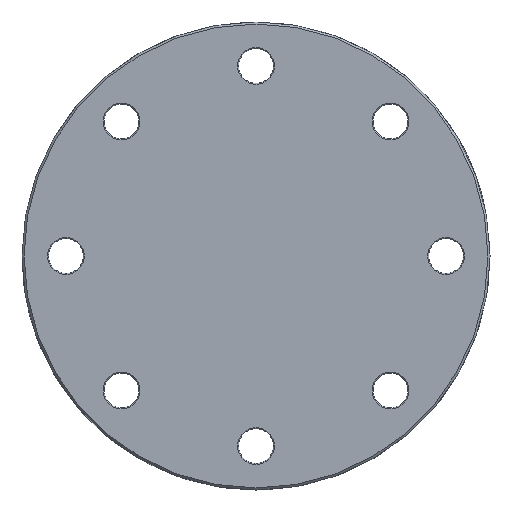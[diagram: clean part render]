
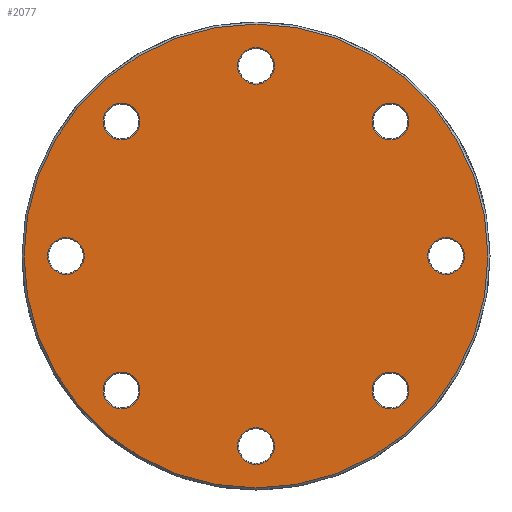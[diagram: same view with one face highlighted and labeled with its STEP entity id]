
A CAD part, front view. The second image highlights one B-rep face of the part: STEP entity #2077.
In plain terms, the highlighted planar face has unit normal (0, -1, 0).
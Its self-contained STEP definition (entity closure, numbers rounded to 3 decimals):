
#409=PLANE('',#2229);
#444=FACE_BOUND('',#631,.T.);
#445=FACE_BOUND('',#632,.T.);
#446=FACE_BOUND('',#633,.T.);
#447=FACE_BOUND('',#634,.T.);
#448=FACE_BOUND('',#635,.T.);
#449=FACE_BOUND('',#636,.T.);
#450=FACE_BOUND('',#637,.T.);
#451=FACE_BOUND('',#638,.T.);
#499=FACE_OUTER_BOUND('',#630,.T.);
#630=EDGE_LOOP('',(#1443));
#631=EDGE_LOOP('',(#1444));
#632=EDGE_LOOP('',(#1445));
#633=EDGE_LOOP('',(#1446));
#634=EDGE_LOOP('',(#1447));
#635=EDGE_LOOP('',(#1448));
#636=EDGE_LOOP('',(#1449));
#637=EDGE_LOOP('',(#1450));
#638=EDGE_LOOP('',(#1451));
#813=CIRCLE('',#2227,56.25);
#815=CIRCLE('',#2230,4.45);
#816=CIRCLE('',#2231,4.45);
#817=CIRCLE('',#2232,4.45);
#818=CIRCLE('',#2233,4.45);
#819=CIRCLE('',#2234,4.45);
#820=CIRCLE('',#2235,4.45);
#821=CIRCLE('',#2236,4.45);
#822=CIRCLE('',#2237,4.45);
#916=VERTEX_POINT('',#2885);
#918=VERTEX_POINT('',#2890);
#919=VERTEX_POINT('',#2892);
#920=VERTEX_POINT('',#2894);
#921=VERTEX_POINT('',#2896);
#922=VERTEX_POINT('',#2898);
#923=VERTEX_POINT('',#2900);
#924=VERTEX_POINT('',#2902);
#925=VERTEX_POINT('',#2904);
#1134=EDGE_CURVE('',#916,#916,#813,.T.);
#1136=EDGE_CURVE('',#918,#918,#815,.T.);
#1137=EDGE_CURVE('',#919,#919,#816,.T.);
#1138=EDGE_CURVE('',#920,#920,#817,.T.);
#1139=EDGE_CURVE('',#921,#921,#818,.T.);
#1140=EDGE_CURVE('',#922,#922,#819,.T.);
#1141=EDGE_CURVE('',#923,#923,#820,.T.);
#1142=EDGE_CURVE('',#924,#924,#821,.T.);
#1143=EDGE_CURVE('',#925,#925,#822,.T.);
#1443=ORIENTED_EDGE('',*,*,#1134,.F.);
#1444=ORIENTED_EDGE('',*,*,#1136,.F.);
#1445=ORIENTED_EDGE('',*,*,#1137,.F.);
#1446=ORIENTED_EDGE('',*,*,#1138,.F.);
#1447=ORIENTED_EDGE('',*,*,#1139,.F.);
#1448=ORIENTED_EDGE('',*,*,#1140,.F.);
#1449=ORIENTED_EDGE('',*,*,#1141,.F.);
#1450=ORIENTED_EDGE('',*,*,#1142,.F.);
#1451=ORIENTED_EDGE('',*,*,#1143,.F.);
#2077=ADVANCED_FACE('',(#499,#444,#445,#446,#447,#448,#449,#450,#451),#409,
 .T.);
#2227=AXIS2_PLACEMENT_3D('',#2886,#2410,#2411);
#2229=AXIS2_PLACEMENT_3D('',#2889,#2414,#2415);
#2230=AXIS2_PLACEMENT_3D('',#2891,#2416,#2417);
#2231=AXIS2_PLACEMENT_3D('',#2893,#2418,#2419);
#2232=AXIS2_PLACEMENT_3D('',#2895,#2420,#2421);
#2233=AXIS2_PLACEMENT_3D('',#2897,#2422,#2423);
#2234=AXIS2_PLACEMENT_3D('',#2899,#2424,#2425);
#2235=AXIS2_PLACEMENT_3D('',#2901,#2426,#2427);
#2236=AXIS2_PLACEMENT_3D('',#2903,#2428,#2429);
#2237=AXIS2_PLACEMENT_3D('',#2905,#2430,#2431);
#2410=DIRECTION('center_axis',(0.,1.,0.));
#2411=DIRECTION('ref_axis',(1.,0.,0.));
#2414=DIRECTION('center_axis',(0.,-1.,0.));
#2415=DIRECTION('ref_axis',(0.,0.,-1.));
#2416=DIRECTION('center_axis',(0.,-1.,0.));
#2417=DIRECTION('ref_axis',(0.707,0.,0.707));
#2418=DIRECTION('center_axis',(0.,-1.,0.));
#2419=DIRECTION('ref_axis',(-0.707,0.,0.707));
#2420=DIRECTION('center_axis',(0.,-1.,0.));
#2421=DIRECTION('ref_axis',(-0.707,0.,-0.707));
#2422=DIRECTION('center_axis',(0.,-1.,0.));
#2423=DIRECTION('ref_axis',(0.707,0.,-0.707));
#2424=DIRECTION('center_axis',(0.,-1.,0.));
#2425=DIRECTION('ref_axis',(1.,0.,0.));
#2426=DIRECTION('center_axis',(0.,-1.,0.));
#2427=DIRECTION('ref_axis',(0.,0.,-1.));
#2428=DIRECTION('center_axis',(0.,-1.,0.));
#2429=DIRECTION('ref_axis',(-1.,0.,0.));
#2430=DIRECTION('center_axis',(0.,-1.,0.));
#2431=DIRECTION('ref_axis',(0.,0.,1.));
#2885=CARTESIAN_POINT('',(-56.25,0.,0.));
#2886=CARTESIAN_POINT('Origin',(0.,0.,0.));
#2889=CARTESIAN_POINT('Origin',(-56.75,0.,0.));
#2890=CARTESIAN_POINT('',(29.451,0.,-35.744));
#2891=CARTESIAN_POINT('Origin',(32.598,0.,-32.598));
#2892=CARTESIAN_POINT('',(35.744,0.,29.451));
#2893=CARTESIAN_POINT('Origin',(32.598,0.,32.598));
#2894=CARTESIAN_POINT('',(-29.451,0.,35.744));
#2895=CARTESIAN_POINT('Origin',(-32.598,0.,32.598));
#2896=CARTESIAN_POINT('',(-35.744,0.,-29.451));
#2897=CARTESIAN_POINT('Origin',(-32.598,0.,-32.598));
#2898=CARTESIAN_POINT('',(-4.45,0.,-46.1));
#2899=CARTESIAN_POINT('Origin',(0.,0.,-46.1));
#2900=CARTESIAN_POINT('',(-46.1,0.,4.45));
#2901=CARTESIAN_POINT('Origin',(-46.1,0.,0.));
#2902=CARTESIAN_POINT('',(4.45,0.,46.1));
#2903=CARTESIAN_POINT('Origin',(0.,0.,46.1));
#2904=CARTESIAN_POINT('',(46.1,0.,-4.45));
#2905=CARTESIAN_POINT('Origin',(46.1,0.,0.));
